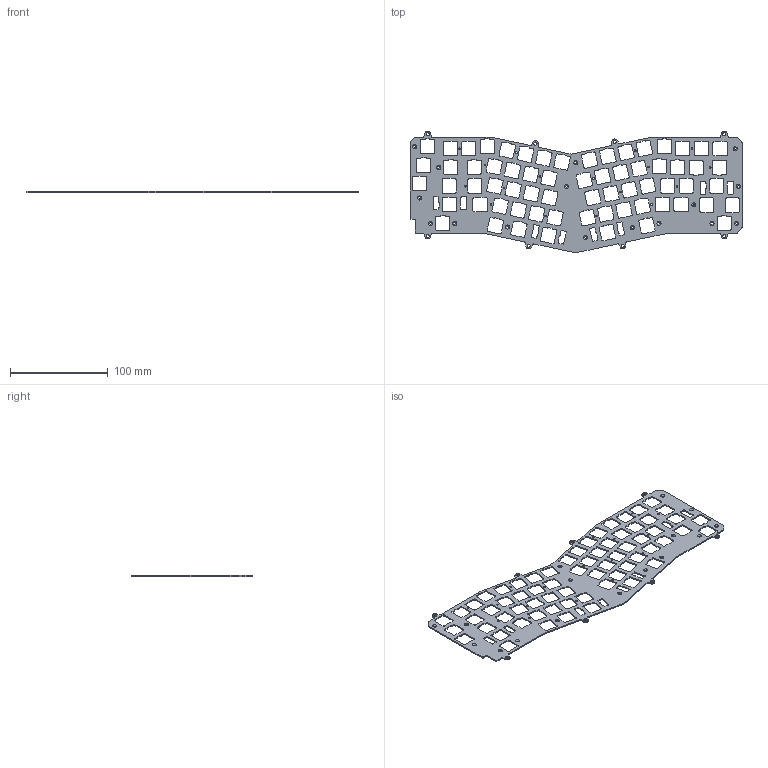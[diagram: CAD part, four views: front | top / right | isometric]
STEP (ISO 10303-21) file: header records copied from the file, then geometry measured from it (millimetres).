
FILE_DESCRIPTION (( 'STEP AP214' ), '1' );
FILE_NAME ('OSAv2.1_RGB-TOPRE_SP-VM.STEP', '2023-04-09T19:42:07', ( '' ), ( '' ), 'SwSTEP 2.0', 'SolidWorks 2019', '' );
FILE_SCHEMA (( 'AUTOMOTIVE_DESIGN' ));
Length unit declared in the file: millimetre
Products named in the file (1): OSAv2.1_RGB-TOPRE_SP-VM
Bounding box: 338.8 x 123.91 x 1.2 mm (x, y, z)
Volume: 22943.1 mm3; surface area: 44611.2 mm2
Topology: 1 solids, 1 shells, 1274 faces, 3784 edges, 2512 vertices
Faces by surface type: cylinder 757, plane 485, cone 32
Entity records: 43752 total; most frequent: DIRECTION 7880, CARTESIAN_POINT 7571, ORIENTED_EDGE 7568, EDGE_CURVE 3784, AXIS2_PLACEMENT_3D 2821, VERTEX_POINT 2512, VECTOR 2238, LINE 2238
